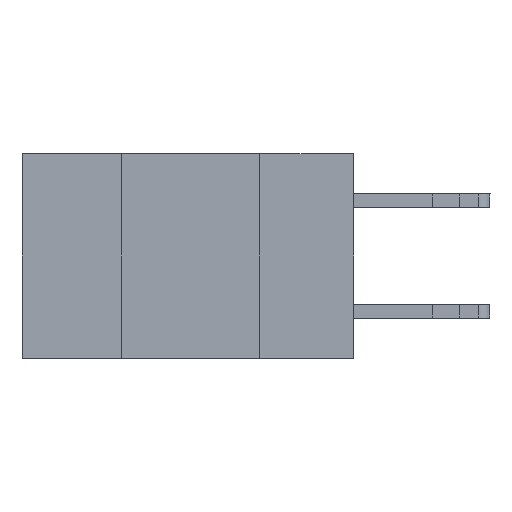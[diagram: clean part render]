
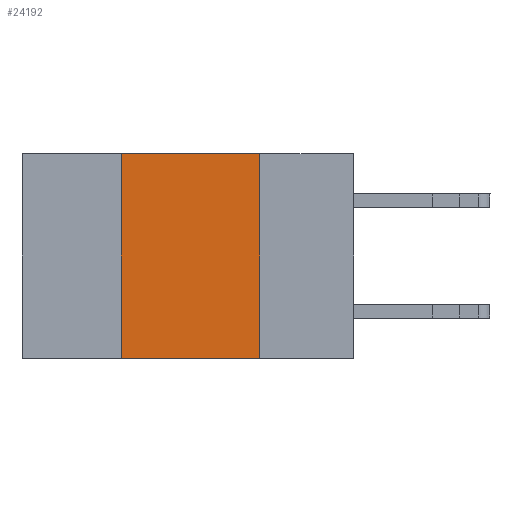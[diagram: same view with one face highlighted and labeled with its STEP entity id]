
A CAD part, left-side view. The second image highlights one B-rep face of the part: STEP entity #24192.
In plain terms, the highlighted planar face has unit normal (-1, 0, 0).
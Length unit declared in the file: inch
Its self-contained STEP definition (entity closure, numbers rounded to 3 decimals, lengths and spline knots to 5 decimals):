
#2464 = VERTEX_POINT ( 'NONE', #23543 ) ;
#2924 = LINE ( 'NONE', #21771, #17438 ) ;
#3114 = VECTOR ( 'NONE', #14061, 39.37008 ) ;
#4260 = EDGE_LOOP ( 'NONE', ( #21375, #19901, #11855, #17065 ) ) ;
#4670 = VERTEX_POINT ( 'NONE', #9740 ) ;
#5090 = CARTESIAN_POINT ( 'NONE',  ( 0., 0.6, 0. ) ) ;
#5425 = LINE ( 'NONE', #5845, #3114 ) ;
#5845 = CARTESIAN_POINT ( 'NONE',  ( 0., 0.17, 0. ) ) ;
#6284 = EDGE_CURVE ( 'NONE', #20246, #4670, #5425, .T. ) ;
#6372 = LINE ( 'NONE', #25355, #14615 ) ;
#6906 = DIRECTION ( 'NONE',  ( 0., 0., -1. ) ) ;
#7004 = LINE ( 'NONE', #13151, #16823 ) ;
#7313 = DIRECTION ( 'NONE',  ( 1., 0., 0. ) ) ;
#8508 = CARTESIAN_POINT ( 'NONE',  ( 0., 0.42, 0. ) ) ;
#9301 = DIRECTION ( 'NONE',  ( 0., -1., 0. ) ) ;
#9740 = CARTESIAN_POINT ( 'NONE',  ( 0., 0.17, -0.37 ) ) ;
#10126 = VERTEX_POINT ( 'NONE', #8508 ) ;
#11028 = EDGE_CURVE ( 'NONE', #2464, #10126, #6372, .T. ) ;
#11501 = FACE_OUTER_BOUND ( 'NONE', #4260, .T. ) ;
#11841 = AXIS2_PLACEMENT_3D ( 'NONE', #5090, #7313, #6906 ) ;
#11855 = ORIENTED_EDGE ( 'NONE', *, *, #11028, .F. ) ;
#13151 = CARTESIAN_POINT ( 'NONE',  ( 0., 0.6, 0. ) ) ;
#13561 = DIRECTION ( 'NONE',  ( 0., -1., 0. ) ) ;
#14061 = DIRECTION ( 'NONE',  ( 0., 0., -1. ) ) ;
#14615 = VECTOR ( 'NONE', #26186, 39.37008 ) ;
#15411 = PLANE ( 'NONE',  #11841 ) ;
#15609 = CARTESIAN_POINT ( 'NONE',  ( 0., 0.17, 0. ) ) ;
#16823 = VECTOR ( 'NONE', #13561, 39.37008 ) ;
#17065 = ORIENTED_EDGE ( 'NONE', *, *, #18714, .T. ) ;
#17438 = VECTOR ( 'NONE', #9301, 39.37008 ) ;
#18714 = EDGE_CURVE ( 'NONE', #2464, #4670, #2924, .T. ) ;
#19901 = ORIENTED_EDGE ( 'NONE', *, *, #24712, .F. ) ;
#20246 = VERTEX_POINT ( 'NONE', #15609 ) ;
#21375 = ORIENTED_EDGE ( 'NONE', *, *, #6284, .F. ) ;
#21771 = CARTESIAN_POINT ( 'NONE',  ( 0., 0.6, -0.37 ) ) ;
#23543 = CARTESIAN_POINT ( 'NONE',  ( 0., 0.42, -0.37 ) ) ;
#24192 = ADVANCED_FACE ( 'NONE', ( #11501 ), #15411, .F. ) ;
#24712 = EDGE_CURVE ( 'NONE', #10126, #20246, #7004, .T. ) ;
#25355 = CARTESIAN_POINT ( 'NONE',  ( 0., 0.42, 0. ) ) ;
#26186 = DIRECTION ( 'NONE',  ( 0., 0., 1. ) ) ;
